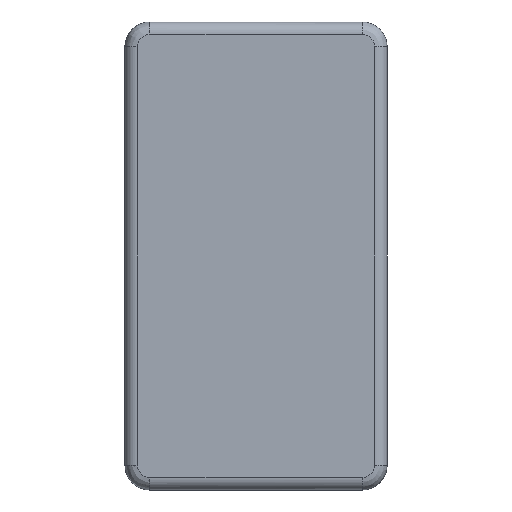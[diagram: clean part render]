
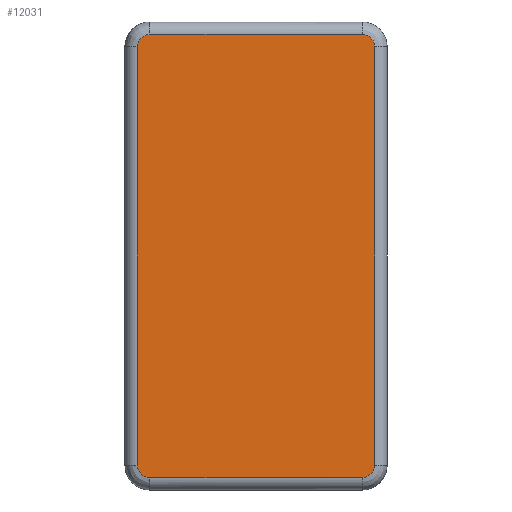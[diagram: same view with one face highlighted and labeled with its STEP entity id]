
A CAD part, front view. The second image highlights one B-rep face of the part: STEP entity #12031.
In plain terms, the highlighted free-form (B-spline) face has degree [1, 1] with [2, 2] control points.
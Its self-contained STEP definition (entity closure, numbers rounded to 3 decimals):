
#12031 = ADVANCED_FACE('',(#12032),#12094,.F.);
#12032 = FACE_BOUND('',#12033,.T.);
#12033 = EDGE_LOOP('',(#12034,#12044,#12051,#12059,#12066,#12074,#12081,
    #12089));
#12034 = ORIENTED_EDGE('',*,*,#12035,.T.);
#12035 = EDGE_CURVE('',#12036,#12038,#12040,.T.);
#12036 = VERTEX_POINT('',#12037);
#12037 = CARTESIAN_POINT('',(12.613,79.172,
    29.398));
#12038 = VERTEX_POINT('',#12039);
#12039 = CARTESIAN_POINT('',(16.039,79.172,
    25.973));
#12040 = ( BOUNDED_CURVE() B_SPLINE_CURVE(2,(#12041,#12042,#12043),
.UNSPECIFIED.,.F.,.F.) B_SPLINE_CURVE_WITH_KNOTS((3,3),(0.,
1.571),.PIECEWISE_BEZIER_KNOTS.) CURVE() 
GEOMETRIC_REPRESENTATION_ITEM() RATIONAL_B_SPLINE_CURVE((1.,
0.707,1.)) REPRESENTATION_ITEM('') );
#12041 = CARTESIAN_POINT('',(12.613,79.172,
    29.398));
#12042 = CARTESIAN_POINT('',(12.613,79.172,
    25.973));
#12043 = CARTESIAN_POINT('',(16.039,79.172,
    25.973));
#12044 = ORIENTED_EDGE('',*,*,#12045,.T.);
#12045 = EDGE_CURVE('',#12038,#12046,#12048,.T.);
#12046 = VERTEX_POINT('',#12047);
#12047 = CARTESIAN_POINT('',(74.27,79.172,
    25.973));
#12048 = B_SPLINE_CURVE_WITH_KNOTS('',1,(#12049,#12050),.UNSPECIFIED.,
  .F.,.F.,(2,2),(-68.,0.),.PIECEWISE_BEZIER_KNOTS.);
#12049 = CARTESIAN_POINT('',(16.039,79.172,
    25.973));
#12050 = CARTESIAN_POINT('',(74.27,79.172,
    25.973));
#12051 = ORIENTED_EDGE('',*,*,#12052,.T.);
#12052 = EDGE_CURVE('',#12046,#12053,#12055,.T.);
#12053 = VERTEX_POINT('',#12054);
#12054 = CARTESIAN_POINT('',(77.695,79.172,
    29.398));
#12055 = ( BOUNDED_CURVE() B_SPLINE_CURVE(2,(#12056,#12057,#12058),
.UNSPECIFIED.,.F.,.F.) B_SPLINE_CURVE_WITH_KNOTS((3,3),(1.571,
3.142),.PIECEWISE_BEZIER_KNOTS.) CURVE() 
GEOMETRIC_REPRESENTATION_ITEM() RATIONAL_B_SPLINE_CURVE((1.,
0.707,1.)) REPRESENTATION_ITEM('') );
#12056 = CARTESIAN_POINT('',(74.27,79.172,
    25.973));
#12057 = CARTESIAN_POINT('',(77.695,79.172,
    25.973));
#12058 = CARTESIAN_POINT('',(77.695,79.172,
    29.398));
#12059 = ORIENTED_EDGE('',*,*,#12060,.T.);
#12060 = EDGE_CURVE('',#12053,#12061,#12063,.T.);
#12061 = VERTEX_POINT('',#12062);
#12062 = CARTESIAN_POINT('',(77.695,79.172,
    144.148));
#12063 = B_SPLINE_CURVE_WITH_KNOTS('',1,(#12064,#12065),.UNSPECIFIED.,
  .F.,.F.,(2,2),(0.,134.),.PIECEWISE_BEZIER_KNOTS.);
#12064 = CARTESIAN_POINT('',(77.695,79.172,
    29.398));
#12065 = CARTESIAN_POINT('',(77.695,79.172,
    144.148));
#12066 = ORIENTED_EDGE('',*,*,#12067,.T.);
#12067 = EDGE_CURVE('',#12061,#12068,#12070,.T.);
#12068 = VERTEX_POINT('',#12069);
#12069 = CARTESIAN_POINT('',(74.27,79.172,
    147.574));
#12070 = ( BOUNDED_CURVE() B_SPLINE_CURVE(2,(#12071,#12072,#12073),
.UNSPECIFIED.,.F.,.F.) B_SPLINE_CURVE_WITH_KNOTS((3,3),(3.142,
4.712),.PIECEWISE_BEZIER_KNOTS.) CURVE() 
GEOMETRIC_REPRESENTATION_ITEM() RATIONAL_B_SPLINE_CURVE((1.,
0.707,1.)) REPRESENTATION_ITEM('') );
#12071 = CARTESIAN_POINT('',(77.695,79.172,
    144.148));
#12072 = CARTESIAN_POINT('',(77.695,79.172,
    147.574));
#12073 = CARTESIAN_POINT('',(74.27,79.172,
    147.574));
#12074 = ORIENTED_EDGE('',*,*,#12075,.T.);
#12075 = EDGE_CURVE('',#12068,#12076,#12078,.T.);
#12076 = VERTEX_POINT('',#12077);
#12077 = CARTESIAN_POINT('',(16.039,79.172,
    147.574));
#12078 = B_SPLINE_CURVE_WITH_KNOTS('',1,(#12079,#12080),.UNSPECIFIED.,
  .F.,.F.,(2,2),(0.,68.),.PIECEWISE_BEZIER_KNOTS.);
#12079 = CARTESIAN_POINT('',(74.27,79.172,
    147.574));
#12080 = CARTESIAN_POINT('',(16.039,79.172,
    147.574));
#12081 = ORIENTED_EDGE('',*,*,#12082,.T.);
#12082 = EDGE_CURVE('',#12076,#12083,#12085,.T.);
#12083 = VERTEX_POINT('',#12084);
#12084 = CARTESIAN_POINT('',(12.613,79.172,
    144.148));
#12085 = ( BOUNDED_CURVE() B_SPLINE_CURVE(2,(#12086,#12087,#12088),
.UNSPECIFIED.,.F.,.F.) B_SPLINE_CURVE_WITH_KNOTS((3,3),(4.712,
6.283),.PIECEWISE_BEZIER_KNOTS.) CURVE() 
GEOMETRIC_REPRESENTATION_ITEM() RATIONAL_B_SPLINE_CURVE((1.,
0.707,1.)) REPRESENTATION_ITEM('') );
#12086 = CARTESIAN_POINT('',(16.039,79.172,
    147.574));
#12087 = CARTESIAN_POINT('',(12.613,79.172,
    147.574));
#12088 = CARTESIAN_POINT('',(12.613,79.172,
    144.148));
#12089 = ORIENTED_EDGE('',*,*,#12090,.T.);
#12090 = EDGE_CURVE('',#12083,#12036,#12091,.T.);
#12091 = B_SPLINE_CURVE_WITH_KNOTS('',1,(#12092,#12093),.UNSPECIFIED.,
  .F.,.F.,(2,2),(-134.,0.),.PIECEWISE_BEZIER_KNOTS.);
#12092 = CARTESIAN_POINT('',(12.613,79.172,
    144.148));
#12093 = CARTESIAN_POINT('',(12.613,79.172,
    29.398));
#12094 = B_SPLINE_SURFACE_WITH_KNOTS('',1,1,(
    (#12095,#12096)
    ,(#12097,#12098
    )),.UNSPECIFIED.,.F.,.F.,.F.,(2,2),(2,2),(-4.,72.),(-4.,138.),
  .PIECEWISE_BEZIER_KNOTS.);
#12095 = CARTESIAN_POINT('',(77.695,79.172,
    25.973));
#12096 = CARTESIAN_POINT('',(77.695,79.172,
    147.574));
#12097 = CARTESIAN_POINT('',(12.613,79.172,
    25.973));
#12098 = CARTESIAN_POINT('',(12.613,79.172,
    147.574));
